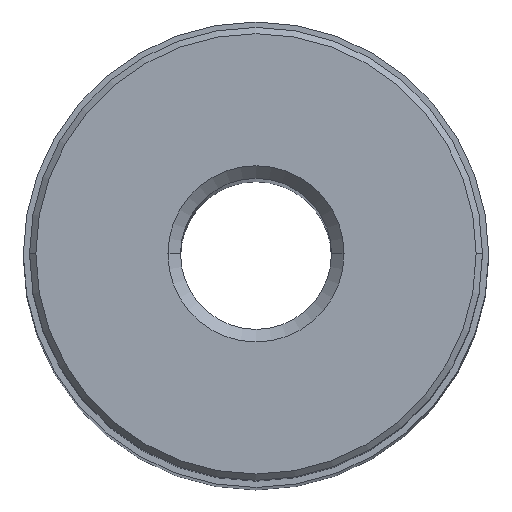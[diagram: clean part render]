
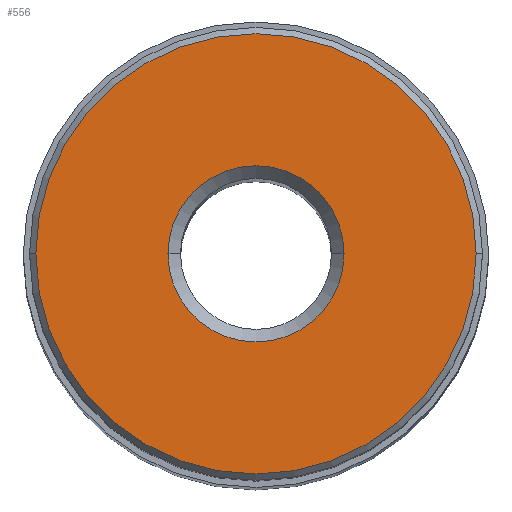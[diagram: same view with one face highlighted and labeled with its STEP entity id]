
A CAD part, top view. The second image highlights one B-rep face of the part: STEP entity #556.
In plain terms, the highlighted planar face has unit normal (0, 0, 1).
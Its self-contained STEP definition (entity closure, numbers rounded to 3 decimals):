
#3 = VERTEX_POINT ( 'NONE', #84 ) ;
#7 = ORIENTED_EDGE ( 'NONE', *, *, #560, .T. ) ;
#35 = VERTEX_POINT ( 'NONE', #516 ) ;
#59 = AXIS2_PLACEMENT_3D ( 'NONE', #292, #485, #206 ) ;
#60 = DIRECTION ( 'NONE',  ( 1., 0., 0. ) ) ;
#84 = CARTESIAN_POINT ( 'NONE',  ( 7., 0., 155.2 ) ) ;
#104 = FACE_BOUND ( 'NONE', #158, .T. ) ;
#111 = CIRCLE ( 'NONE', #168, 17.5 ) ;
#122 = ORIENTED_EDGE ( 'NONE', *, *, #434, .T. ) ;
#125 = VERTEX_POINT ( 'NONE', #580 ) ;
#131 = DIRECTION ( 'NONE',  ( 1., 0., 0. ) ) ;
#157 = CARTESIAN_POINT ( 'NONE',  ( 0., 0., 155.2 ) ) ;
#158 = EDGE_LOOP ( 'NONE', ( #7, #347 ) ) ;
#168 = AXIS2_PLACEMENT_3D ( 'NONE', #381, #289, #131 ) ;
#184 = CIRCLE ( 'NONE', #562, 7. ) ;
#192 = EDGE_CURVE ( 'NONE', #125, #554, #111, .T. ) ;
#206 = DIRECTION ( 'NONE',  ( 1., 0., 0. ) ) ;
#211 = CARTESIAN_POINT ( 'NONE',  ( -17.5, 0., 155.2 ) ) ;
#213 = ORIENTED_EDGE ( 'NONE', *, *, #192, .T. ) ;
#265 = DIRECTION ( 'NONE',  ( 1., 0., 0. ) ) ;
#289 = DIRECTION ( 'NONE',  ( 0., 0., 1. ) ) ;
#292 = CARTESIAN_POINT ( 'NONE',  ( 0., 0., 155.2 ) ) ;
#294 = DIRECTION ( 'NONE',  ( 0., 0., -1. ) ) ;
#297 = CARTESIAN_POINT ( 'NONE',  ( 0., 0., 155.2 ) ) ;
#345 = PLANE ( 'NONE',  #566 ) ;
#346 = DIRECTION ( 'NONE',  ( 0., 0., 1. ) ) ;
#347 = ORIENTED_EDGE ( 'NONE', *, *, #512, .T. ) ;
#362 = EDGE_LOOP ( 'NONE', ( #122, #213 ) ) ;
#381 = CARTESIAN_POINT ( 'NONE',  ( 0., 0., 155.2 ) ) ;
#398 = AXIS2_PLACEMENT_3D ( 'NONE', #157, #346, #265 ) ;
#406 = DIRECTION ( 'NONE',  ( 0., 0., 1. ) ) ;
#432 = CIRCLE ( 'NONE', #59, 7. ) ;
#434 = EDGE_CURVE ( 'NONE', #554, #125, #488, .T. ) ;
#451 = CARTESIAN_POINT ( 'NONE',  ( 0., 0., 155.2 ) ) ;
#485 = DIRECTION ( 'NONE',  ( 0., 0., -1. ) ) ;
#488 = CIRCLE ( 'NONE', #398, 17.5 ) ;
#512 = EDGE_CURVE ( 'NONE', #35, #3, #432, .T. ) ;
#516 = CARTESIAN_POINT ( 'NONE',  ( -7., 0., 155.2 ) ) ;
#531 = FACE_OUTER_BOUND ( 'NONE', #362, .T. ) ;
#554 = VERTEX_POINT ( 'NONE', #211 ) ;
#556 = ADVANCED_FACE ( 'NONE', ( #531, #104 ), #345, .T. ) ;
#560 = EDGE_CURVE ( 'NONE', #3, #35, #184, .T. ) ;
#562 = AXIS2_PLACEMENT_3D ( 'NONE', #297, #294, #60 ) ;
#566 = AXIS2_PLACEMENT_3D ( 'NONE', #451, #406, #627 ) ;
#580 = CARTESIAN_POINT ( 'NONE',  ( 17.5, 0., 155.2 ) ) ;
#627 = DIRECTION ( 'NONE',  ( 1., 0., 0. ) ) ;
